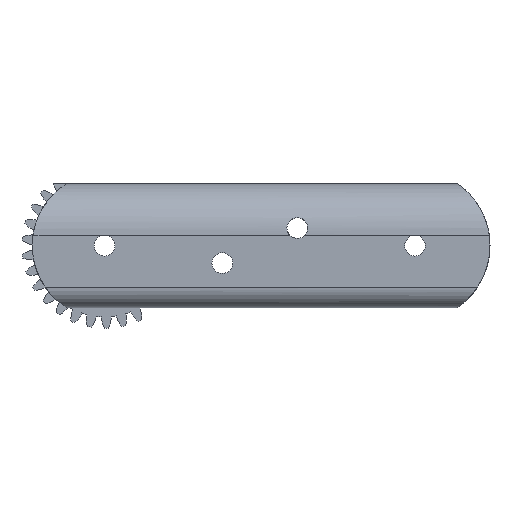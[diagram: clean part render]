
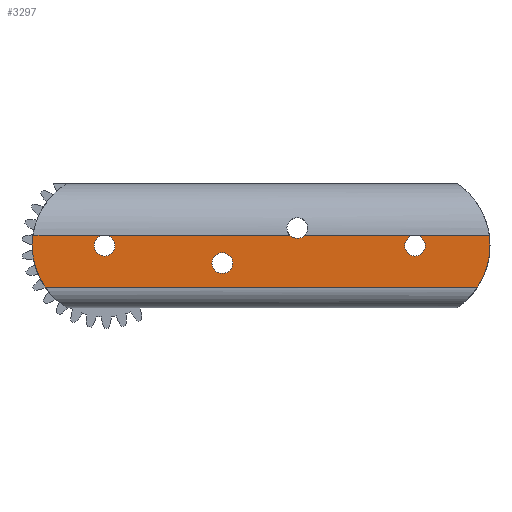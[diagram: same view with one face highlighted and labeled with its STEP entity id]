
A CAD part, front view. The second image highlights one B-rep face of the part: STEP entity #3297.
In plain terms, the highlighted planar face has unit normal (0, -1, 0).
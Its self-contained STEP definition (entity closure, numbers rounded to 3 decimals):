
#65 = ORIENTED_EDGE ( 'NONE', *, *, #4560, .T. ) ;
#75 = AXIS2_PLACEMENT_3D ( 'NONE', #3076, #2661, #3424 ) ;
#80 = CARTESIAN_POINT ( 'NONE',  ( -4.819, 17.5, 1. ) ) ;
#114 = CIRCLE ( 'NONE', #3816, 1. ) ;
#148 = CARTESIAN_POINT ( 'NONE',  ( -42., 17.5, -1. ) ) ;
#184 = CARTESIAN_POINT ( 'NONE',  ( -22.652, 17.5, 1. ) ) ;
#292 = DIRECTION ( 'NONE',  ( 0., -1., 0. ) ) ;
#323 = CIRCLE ( 'NONE', #75, 1. ) ;
#347 = DIRECTION ( 'NONE',  ( -1., 0., 0. ) ) ;
#421 = ORIENTED_EDGE ( 'NONE', *, *, #4862, .F. ) ;
#457 = VECTOR ( 'NONE', #642, 1000. ) ;
#466 = VERTEX_POINT ( 'NONE', #1227 ) ;
#476 = CARTESIAN_POINT ( 'NONE',  ( -27.125, 17.5, -4. ) ) ;
#482 = VECTOR ( 'NONE', #5002, 1000. ) ;
#538 = CARTESIAN_POINT ( 'NONE',  ( -30.625, 17.5, -1.691 ) ) ;
#583 = AXIS2_PLACEMENT_3D ( 'NONE', #4859, #4440, #2384 ) ;
#593 = CARTESIAN_POINT ( 'NONE',  ( -26.874, 17.5, 1. ) ) ;
#598 = DIRECTION ( 'NONE',  ( -1., 0., 0. ) ) ;
#642 = DIRECTION ( 'NONE',  ( -1., 0., 0. ) ) ;
#672 = DIRECTION ( 'NONE',  ( -1., 0., 0. ) ) ;
#673 = EDGE_CURVE ( 'NONE', #4457, #2738, #1709, .T. ) ;
#754 = CARTESIAN_POINT ( 'NONE',  ( -26.874, 17.5, 1. ) ) ;
#781 = EDGE_CURVE ( 'NONE', #4457, #3465, #2648, .T. ) ;
#786 = AXIS2_PLACEMENT_3D ( 'NONE', #1741, #2592, #4948 ) ;
#846 = CARTESIAN_POINT ( 'NONE',  ( -47.745, 17.5, -4. ) ) ;
#1008 = EDGE_CURVE ( 'NONE', #2738, #2721, #2782, .T. ) ;
#1034 = CARTESIAN_POINT ( 'NONE',  ( -12., 17.5, 0. ) ) ;
#1073 = ORIENTED_EDGE ( 'NONE', *, *, #1008, .F. ) ;
#1104 = CARTESIAN_POINT ( 'NONE',  ( -30.625, 17.5, -0.691 ) ) ;
#1124 = CARTESIAN_POINT ( 'NONE',  ( -23.375, 17.5, 0.691 ) ) ;
#1140 = ORIENTED_EDGE ( 'NONE', *, *, #2728, .T. ) ;
#1227 = CARTESIAN_POINT ( 'NONE',  ( -42., 17.5, 1. ) ) ;
#1238 = LINE ( 'NONE', #754, #5038 ) ;
#1241 = EDGE_CURVE ( 'NONE', #466, #3538, #114, .T. ) ;
#1387 = EDGE_LOOP ( 'NONE', ( #5118, #421 ) ) ;
#1476 = VERTEX_POINT ( 'NONE', #184 ) ;
#1509 = DIRECTION ( 'NONE',  ( 1., 0., 0. ) ) ;
#1546 = CARTESIAN_POINT ( 'NONE',  ( -42., 17.5, 0. ) ) ;
#1609 = CARTESIAN_POINT ( 'NONE',  ( -12., 17.5, 0. ) ) ;
#1613 = ORIENTED_EDGE ( 'NONE', *, *, #3809, .F. ) ;
#1671 = CIRCLE ( 'NONE', #3054, 7. ) ;
#1688 = VECTOR ( 'NONE', #3749, 1000. ) ;
#1709 = LINE ( 'NONE', #3348, #482 ) ;
#1739 = ORIENTED_EDGE ( 'NONE', *, *, #4094, .T. ) ;
#1741 = CARTESIAN_POINT ( 'NONE',  ( -12., 17.5, 0. ) ) ;
#1755 = VERTEX_POINT ( 'NONE', #846 ) ;
#1810 = EDGE_CURVE ( 'NONE', #3538, #466, #4623, .T. ) ;
#1862 = AXIS2_PLACEMENT_3D ( 'NONE', #1034, #3917, #1509 ) ;
#2009 = FACE_OUTER_BOUND ( 'NONE', #4898, .T. ) ;
#2171 = DIRECTION ( 'NONE',  ( 0., -1., 0. ) ) ;
#2172 = ORIENTED_EDGE ( 'NONE', *, *, #3584, .F. ) ;
#2185 = AXIS2_PLACEMENT_3D ( 'NONE', #4451, #292, #672 ) ;
#2335 = VERTEX_POINT ( 'NONE', #4728 ) ;
#2384 = DIRECTION ( 'NONE',  ( -1., 0., 0. ) ) ;
#2405 = DIRECTION ( 'NONE',  ( 0., -1., 0. ) ) ;
#2440 = DIRECTION ( 'NONE',  ( -1., 0., 0. ) ) ;
#2477 = FACE_BOUND ( 'NONE', #1387, .T. ) ;
#2508 = DIRECTION ( 'NONE',  ( -1., 0., 0. ) ) ;
#2541 = LINE ( 'NONE', #4929, #3832 ) ;
#2592 = DIRECTION ( 'NONE',  ( 0., -1., 0. ) ) ;
#2648 = CIRCLE ( 'NONE', #1862, 7.25 ) ;
#2661 = DIRECTION ( 'NONE',  ( 0., -1., 0. ) ) ;
#2721 = VERTEX_POINT ( 'NONE', #2932 ) ;
#2728 = EDGE_CURVE ( 'NONE', #1755, #3465, #2850, .T. ) ;
#2738 = VERTEX_POINT ( 'NONE', #4295 ) ;
#2742 = EDGE_CURVE ( 'NONE', #2896, #5302, #4718, .T. ) ;
#2768 = DIRECTION ( 'NONE',  ( 0., 1., 0. ) ) ;
#2782 = CIRCLE ( 'NONE', #786, 1. ) ;
#2813 = DIRECTION ( 'NONE',  ( -1., 0., 0. ) ) ;
#2837 = AXIS2_PLACEMENT_3D ( 'NONE', #3571, #2405, #2813 ) ;
#2850 = LINE ( 'NONE', #476, #1688 ) ;
#2896 = VERTEX_POINT ( 'NONE', #4897 ) ;
#2932 = CARTESIAN_POINT ( 'NONE',  ( -12., 17.5, -1. ) ) ;
#3027 = ORIENTED_EDGE ( 'NONE', *, *, #673, .T. ) ;
#3054 = AXIS2_PLACEMENT_3D ( 'NONE', #1546, #2768, #3163 ) ;
#3076 = CARTESIAN_POINT ( 'NONE',  ( -12., 17.5, 0. ) ) ;
#3163 = DIRECTION ( 'NONE',  ( 1., 0., 0. ) ) ;
#3200 = EDGE_CURVE ( 'NONE', #4197, #466, #1238, .T. ) ;
#3213 = AXIS2_PLACEMENT_3D ( 'NONE', #1609, #5301, #3246 ) ;
#3245 = ORIENTED_EDGE ( 'NONE', *, *, #3200, .T. ) ;
#3246 = DIRECTION ( 'NONE',  ( 1., 0., 0. ) ) ;
#3252 = CARTESIAN_POINT ( 'NONE',  ( -42., 17.5, 0. ) ) ;
#3280 = CARTESIAN_POINT ( 'NONE',  ( -24.098, 17.5, 1. ) ) ;
#3297 = ADVANCED_FACE ( 'NONE', ( #2009, #2477 ), #3720, .F. ) ;
#3316 = ORIENTED_EDGE ( 'NONE', *, *, #3911, .F. ) ;
#3348 = CARTESIAN_POINT ( 'NONE',  ( -26.874, 17.5, 1. ) ) ;
#3388 = ORIENTED_EDGE ( 'NONE', *, *, #781, .F. ) ;
#3424 = DIRECTION ( 'NONE',  ( -1., 0., 0. ) ) ;
#3465 = VERTEX_POINT ( 'NONE', #4009 ) ;
#3538 = VERTEX_POINT ( 'NONE', #148 ) ;
#3571 = CARTESIAN_POINT ( 'NONE',  ( -23.375, 17.5, 1.691 ) ) ;
#3584 = EDGE_CURVE ( 'NONE', #2721, #2738, #323, .T. ) ;
#3627 = DIRECTION ( 'NONE',  ( 0., -1., 0. ) ) ;
#3643 = CIRCLE ( 'NONE', #4163, 1. ) ;
#3720 = PLANE ( 'NONE',  #3213 ) ;
#3749 = DIRECTION ( 'NONE',  ( 1., 0., 0. ) ) ;
#3751 = DIRECTION ( 'NONE',  ( -1., 0., 0. ) ) ;
#3809 = EDGE_CURVE ( 'NONE', #1755, #2335, #1671, .T. ) ;
#3816 = AXIS2_PLACEMENT_3D ( 'NONE', #3252, #4103, #347 ) ;
#3832 = VECTOR ( 'NONE', #2508, 1000. ) ;
#3883 = ORIENTED_EDGE ( 'NONE', *, *, #1810, .F. ) ;
#3911 = EDGE_CURVE ( 'NONE', #4197, #4434, #4480, .T. ) ;
#3917 = DIRECTION ( 'NONE',  ( 0., 1., 0. ) ) ;
#3966 = LINE ( 'NONE', #593, #457 ) ;
#4009 = CARTESIAN_POINT ( 'NONE',  ( -5.953, 17.5, -4. ) ) ;
#4094 = EDGE_CURVE ( 'NONE', #466, #2335, #2541, .T. ) ;
#4103 = DIRECTION ( 'NONE',  ( 0., -1., 0. ) ) ;
#4163 = AXIS2_PLACEMENT_3D ( 'NONE', #4471, #3627, #2440 ) ;
#4194 = AXIS2_PLACEMENT_3D ( 'NONE', #538, #2171, #598 ) ;
#4197 = VERTEX_POINT ( 'NONE', #3280 ) ;
#4295 = CARTESIAN_POINT ( 'NONE',  ( -12., 17.5, 1. ) ) ;
#4351 = EDGE_CURVE ( 'NONE', #4434, #1476, #3643, .T. ) ;
#4434 = VERTEX_POINT ( 'NONE', #1124 ) ;
#4440 = DIRECTION ( 'NONE',  ( 0., -1., 0. ) ) ;
#4451 = CARTESIAN_POINT ( 'NONE',  ( -30.625, 17.5, -1.691 ) ) ;
#4457 = VERTEX_POINT ( 'NONE', #80 ) ;
#4471 = CARTESIAN_POINT ( 'NONE',  ( -23.375, 17.5, 1.691 ) ) ;
#4480 = CIRCLE ( 'NONE', #2837, 1. ) ;
#4545 = ORIENTED_EDGE ( 'NONE', *, *, #4351, .F. ) ;
#4560 = EDGE_CURVE ( 'NONE', #2738, #1476, #3966, .T. ) ;
#4623 = CIRCLE ( 'NONE', #583, 1. ) ;
#4718 = CIRCLE ( 'NONE', #4194, 1. ) ;
#4728 = CARTESIAN_POINT ( 'NONE',  ( -48.928, 17.5, 1. ) ) ;
#4859 = CARTESIAN_POINT ( 'NONE',  ( -42., 17.5, 0. ) ) ;
#4862 = EDGE_CURVE ( 'NONE', #5302, #2896, #4938, .T. ) ;
#4875 = ORIENTED_EDGE ( 'NONE', *, *, #1241, .F. ) ;
#4897 = CARTESIAN_POINT ( 'NONE',  ( -30.625, 17.5, -2.691 ) ) ;
#4898 = EDGE_LOOP ( 'NONE', ( #3027, #2172, #1073, #65, #4545, #3316, #3245, #3883, #4875, #1739, #1613, #1140, #3388 ) ) ;
#4929 = CARTESIAN_POINT ( 'NONE',  ( -26.874, 17.5, 1. ) ) ;
#4938 = CIRCLE ( 'NONE', #2185, 1. ) ;
#4948 = DIRECTION ( 'NONE',  ( -1., 0., 0. ) ) ;
#5002 = DIRECTION ( 'NONE',  ( -1., 0., 0. ) ) ;
#5038 = VECTOR ( 'NONE', #3751, 1000. ) ;
#5118 = ORIENTED_EDGE ( 'NONE', *, *, #2742, .F. ) ;
#5301 = DIRECTION ( 'NONE',  ( 0., 1., 0. ) ) ;
#5302 = VERTEX_POINT ( 'NONE', #1104 ) ;
